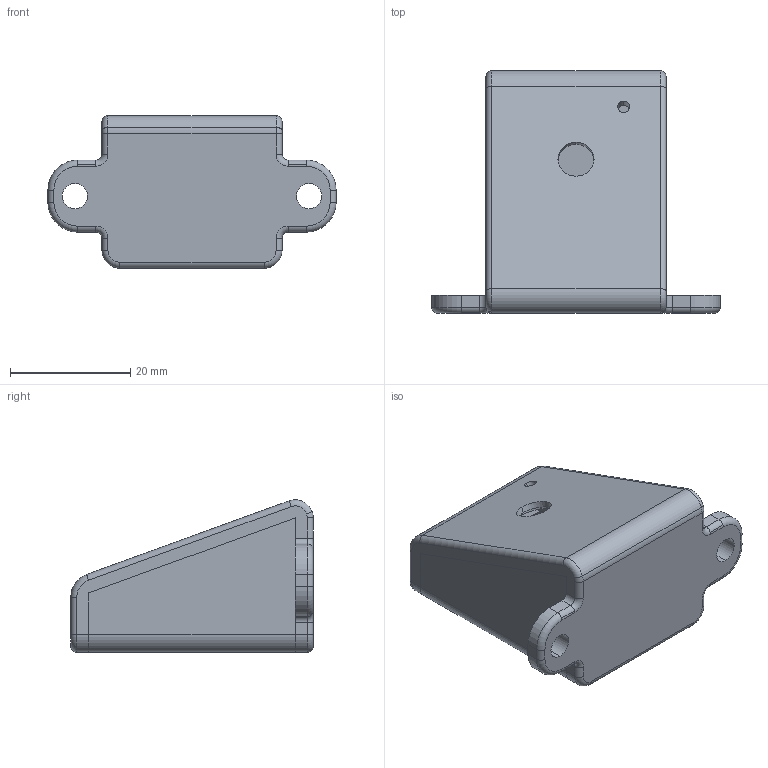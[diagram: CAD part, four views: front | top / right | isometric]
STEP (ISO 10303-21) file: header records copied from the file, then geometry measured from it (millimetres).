
FILE_DESCRIPTION(('STEP AP214'),'1');
FILE_NAME('34702.stp','2016-11-28T17:46:42',('TraceParts'),('TraceParts S.A.'),'Spatial InterOp 3D',' ',' ');
FILE_SCHEMA(('automotive_design'));
Length unit declared in the file: millimetre
Products named in the file (2): Front U-Shell; Rear U-Shell
Bounding box: 48 x 40.37 x 25.37 mm (x, y, z)
Volume: 12443.7 mm3; surface area: 9731.6 mm2
Topology: 2 solids, 2 shells, 110 faces, 272 edges, 168 vertices
Faces by surface type: cylinder 48, plane 44, torus 18
Entity records: 3300 total; most frequent: DIRECTION 614, CARTESIAN_POINT 552, ORIENTED_EDGE 544, EDGE_CURVE 272, AXIS2_PLACEMENT_3D 230, VERTEX_POINT 168, LINE 154, VECTOR 154
